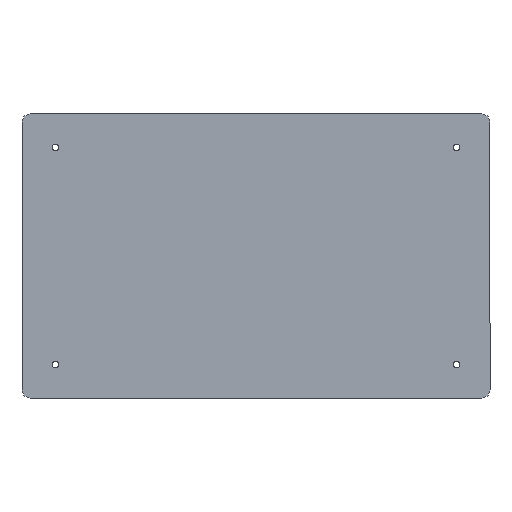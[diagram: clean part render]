
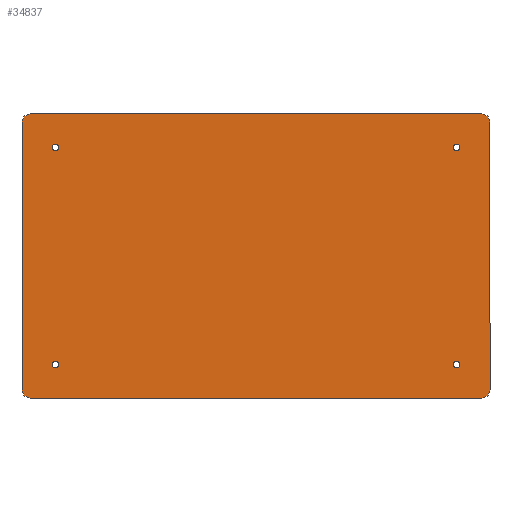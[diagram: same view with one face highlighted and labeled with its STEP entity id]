
A CAD part, front view. The second image highlights one B-rep face of the part: STEP entity #34837.
In plain terms, the highlighted planar face has unit normal (0, -1, 0).
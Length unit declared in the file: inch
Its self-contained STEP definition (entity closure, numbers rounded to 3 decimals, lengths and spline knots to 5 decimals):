
#84 = CARTESIAN_POINT ( 'NONE',  ( -6.5, 0., -11.8015 ) ) ;
#449 = ORIENTED_EDGE ( 'NONE', *, *, #13984, .T. ) ;
#492 = CIRCLE ( 'NONE', #27200, 0.1985 ) ;
#595 = AXIS2_PLACEMENT_3D ( 'NONE', #23863, #45844, #45592 ) ;
#1076 = EDGE_LOOP ( 'NONE', ( #19695, #24830 ) ) ;
#1191 = EDGE_LOOP ( 'NONE', ( #17122, #20142 ) ) ;
#1267 = DIRECTION ( 'NONE',  ( 0., -1., 0. ) ) ;
#1301 = CARTESIAN_POINT ( 'NONE',  ( 6.5, 0., -12. ) ) ;
#1329 = CARTESIAN_POINT ( 'NONE',  ( 8.5, 0., 13.5 ) ) ;
#1622 = ORIENTED_EDGE ( 'NONE', *, *, #10451, .T. ) ;
#2156 = VERTEX_POINT ( 'NONE', #29165 ) ;
#2541 = CARTESIAN_POINT ( 'NONE',  ( 8., 0., 13.5 ) ) ;
#2722 = DIRECTION ( 'NONE',  ( 0., 1., 0. ) ) ;
#3044 = ORIENTED_EDGE ( 'NONE', *, *, #23944, .F. ) ;
#3177 = DIRECTION ( 'NONE',  ( 0., 0., 1. ) ) ;
#3599 = DIRECTION ( 'NONE',  ( 0., 0., 1. ) ) ;
#3731 = FACE_BOUND ( 'NONE', #1191, .T. ) ;
#3840 = LINE ( 'NONE', #14369, #25155 ) ;
#3995 = VERTEX_POINT ( 'NONE', #31557 ) ;
#4007 = EDGE_LOOP ( 'NONE', ( #38952, #449 ) ) ;
#4132 = CIRCLE ( 'NONE', #7977, 0.5 ) ;
#4314 = AXIS2_PLACEMENT_3D ( 'NONE', #38847, #10178, #24027 ) ;
#4447 = AXIS2_PLACEMENT_3D ( 'NONE', #1301, #30449, #5107 ) ;
#5044 = ORIENTED_EDGE ( 'NONE', *, *, #26684, .F. ) ;
#5051 = CIRCLE ( 'NONE', #22577, 0.1985 ) ;
#5107 = DIRECTION ( 'NONE',  ( 0., 0., 1. ) ) ;
#5188 = CIRCLE ( 'NONE', #595, 0.1985 ) ;
#5351 = CIRCLE ( 'NONE', #42744, 0.1985 ) ;
#6160 = VECTOR ( 'NONE', #20437, 39.37008 ) ;
#6372 = EDGE_CURVE ( 'NONE', #19989, #28364, #23521, .T. ) ;
#6617 = PLANE ( 'NONE',  #10793 ) ;
#6868 = FACE_BOUND ( 'NONE', #18678, .T. ) ;
#6926 = CARTESIAN_POINT ( 'NONE',  ( -6.5, 0., 12. ) ) ;
#7977 = AXIS2_PLACEMENT_3D ( 'NONE', #30647, #1267, #15591 ) ;
#8572 = CARTESIAN_POINT ( 'NONE',  ( 8.5, 0., 14. ) ) ;
#8620 = DIRECTION ( 'NONE',  ( 0., 1., 0. ) ) ;
#8734 = EDGE_CURVE ( 'NONE', #37779, #10430, #5188, .T. ) ;
#9256 = LINE ( 'NONE', #12830, #6160 ) ;
#9510 = ORIENTED_EDGE ( 'NONE', *, *, #40490, .T. ) ;
#9573 = CARTESIAN_POINT ( 'NONE',  ( -8., 0., -14. ) ) ;
#10178 = DIRECTION ( 'NONE',  ( 0., -1., 0. ) ) ;
#10430 = VERTEX_POINT ( 'NONE', #19636 ) ;
#10451 = EDGE_CURVE ( 'NONE', #26144, #15187, #4132, .T. ) ;
#10610 = VERTEX_POINT ( 'NONE', #13930 ) ;
#10793 = AXIS2_PLACEMENT_3D ( 'NONE', #43633, #25257, #46756 ) ;
#10851 = VERTEX_POINT ( 'NONE', #9573 ) ;
#11296 = CIRCLE ( 'NONE', #38752, 0.5 ) ;
#11328 = AXIS2_PLACEMENT_3D ( 'NONE', #23729, #31364, #16780 ) ;
#11423 = VERTEX_POINT ( 'NONE', #16248 ) ;
#12675 = DIRECTION ( 'NONE',  ( 0., 0., 1. ) ) ;
#12830 = CARTESIAN_POINT ( 'NONE',  ( -8.5, 0., 14. ) ) ;
#12876 = DIRECTION ( 'NONE',  ( 0., 0., -1. ) ) ;
#13541 = DIRECTION ( 'NONE',  ( 0., 0., -1. ) ) ;
#13804 = FACE_BOUND ( 'NONE', #4007, .T. ) ;
#13930 = CARTESIAN_POINT ( 'NONE',  ( 8., 0., 14. ) ) ;
#13984 = EDGE_CURVE ( 'NONE', #10430, #37779, #492, .T. ) ;
#14369 = CARTESIAN_POINT ( 'NONE',  ( -8.5, 0., 14. ) ) ;
#14679 = VERTEX_POINT ( 'NONE', #1329 ) ;
#15046 = EDGE_LOOP ( 'NONE', ( #5044, #36921, #45861, #17214, #3044, #1622, #32526, #26357 ) ) ;
#15187 = VERTEX_POINT ( 'NONE', #16969 ) ;
#15591 = DIRECTION ( 'NONE',  ( 0., 0., -1. ) ) ;
#16019 = DIRECTION ( 'NONE',  ( -1., 0., 0. ) ) ;
#16239 = CARTESIAN_POINT ( 'NONE',  ( -6.5, 0., -12. ) ) ;
#16248 = CARTESIAN_POINT ( 'NONE',  ( 6.5, 0., 12.1985 ) ) ;
#16593 = VERTEX_POINT ( 'NONE', #32655 ) ;
#16690 = CARTESIAN_POINT ( 'NONE',  ( -8., 0., -13.5 ) ) ;
#16701 = VERTEX_POINT ( 'NONE', #44353 ) ;
#16780 = DIRECTION ( 'NONE',  ( 0., 0., 1. ) ) ;
#16969 = CARTESIAN_POINT ( 'NONE',  ( -8.5, 0., 13.5 ) ) ;
#17122 = ORIENTED_EDGE ( 'NONE', *, *, #46467, .T. ) ;
#17214 = ORIENTED_EDGE ( 'NONE', *, *, #23107, .T. ) ;
#17280 = DIRECTION ( 'NONE',  ( 0., 0., 1. ) ) ;
#18295 = FACE_OUTER_BOUND ( 'NONE', #15046, .T. ) ;
#18678 = EDGE_LOOP ( 'NONE', ( #22169, #9510 ) ) ;
#18806 = CARTESIAN_POINT ( 'NONE',  ( -8., 0., 14. ) ) ;
#19336 = DIRECTION ( 'NONE',  ( 0., 0., 1. ) ) ;
#19636 = CARTESIAN_POINT ( 'NONE',  ( -6.5, 0., -12.1985 ) ) ;
#19695 = ORIENTED_EDGE ( 'NONE', *, *, #25973, .T. ) ;
#19831 = LINE ( 'NONE', #30349, #44956 ) ;
#19989 = VERTEX_POINT ( 'NONE', #42784 ) ;
#20008 = LINE ( 'NONE', #8572, #31645 ) ;
#20142 = ORIENTED_EDGE ( 'NONE', *, *, #25868, .T. ) ;
#20437 = DIRECTION ( 'NONE',  ( 1., 0., 0. ) ) ;
#21177 = FACE_BOUND ( 'NONE', #1076, .T. ) ;
#22169 = ORIENTED_EDGE ( 'NONE', *, *, #6372, .T. ) ;
#22577 = AXIS2_PLACEMENT_3D ( 'NONE', #43534, #35904, #3177 ) ;
#22936 = CARTESIAN_POINT ( 'NONE',  ( 6.5, 0., 12. ) ) ;
#23107 = EDGE_CURVE ( 'NONE', #14679, #10610, #28977, .T. ) ;
#23161 = DIRECTION ( 'NONE',  ( 0., 1., 0. ) ) ;
#23521 = CIRCLE ( 'NONE', #4447, 0.1985 ) ;
#23729 = CARTESIAN_POINT ( 'NONE',  ( 6.5, 0., 12. ) ) ;
#23863 = CARTESIAN_POINT ( 'NONE',  ( -6.5, 0., -12. ) ) ;
#23944 = EDGE_CURVE ( 'NONE', #26144, #10610, #9256, .T. ) ;
#24027 = DIRECTION ( 'NONE',  ( 0., 0., -1. ) ) ;
#24830 = ORIENTED_EDGE ( 'NONE', *, *, #30076, .T. ) ;
#24856 = EDGE_CURVE ( 'NONE', #16701, #15187, #3840, .T. ) ;
#24947 = CIRCLE ( 'NONE', #4314, 0.5 ) ;
#25155 = VECTOR ( 'NONE', #3599, 39.37008 ) ;
#25257 = DIRECTION ( 'NONE',  ( 0., -1., 0. ) ) ;
#25868 = EDGE_CURVE ( 'NONE', #43676, #11423, #25969, .T. ) ;
#25969 = CIRCLE ( 'NONE', #46573, 0.1985 ) ;
#25973 = EDGE_CURVE ( 'NONE', #16593, #39840, #5351, .T. ) ;
#26144 = VERTEX_POINT ( 'NONE', #18806 ) ;
#26357 = ORIENTED_EDGE ( 'NONE', *, *, #37395, .T. ) ;
#26388 = AXIS2_PLACEMENT_3D ( 'NONE', #39054, #2722, #17280 ) ;
#26684 = EDGE_CURVE ( 'NONE', #3995, #10851, #19831, .T. ) ;
#27135 = EDGE_CURVE ( 'NONE', #14679, #2156, #20008, .T. ) ;
#27200 = AXIS2_PLACEMENT_3D ( 'NONE', #16239, #8620, #12675 ) ;
#27696 = DIRECTION ( 'NONE',  ( 0., 0., -1. ) ) ;
#27936 = CARTESIAN_POINT ( 'NONE',  ( -6.5, 0., 11.8015 ) ) ;
#28364 = VERTEX_POINT ( 'NONE', #41701 ) ;
#28977 = CIRCLE ( 'NONE', #32020, 0.5 ) ;
#29165 = CARTESIAN_POINT ( 'NONE',  ( 8.5, 0., -13.5 ) ) ;
#30076 = EDGE_CURVE ( 'NONE', #39840, #16593, #5051, .T. ) ;
#30349 = CARTESIAN_POINT ( 'NONE',  ( -8.5, 0., -14. ) ) ;
#30449 = DIRECTION ( 'NONE',  ( 0., 1., 0. ) ) ;
#30647 = CARTESIAN_POINT ( 'NONE',  ( -8., 0., 13.5 ) ) ;
#31265 = DIRECTION ( 'NONE',  ( 0., -1., 0. ) ) ;
#31364 = DIRECTION ( 'NONE',  ( 0., 1., 0. ) ) ;
#31557 = CARTESIAN_POINT ( 'NONE',  ( 8., 0., -14. ) ) ;
#31645 = VECTOR ( 'NONE', #12876, 39.37008 ) ;
#31681 = DIRECTION ( 'NONE',  ( 0., -1., 0. ) ) ;
#32020 = AXIS2_PLACEMENT_3D ( 'NONE', #2541, #31681, #13541 ) ;
#32526 = ORIENTED_EDGE ( 'NONE', *, *, #24856, .F. ) ;
#32655 = CARTESIAN_POINT ( 'NONE',  ( -6.5, 0., 12.1985 ) ) ;
#34287 = CARTESIAN_POINT ( 'NONE',  ( 6.5, 0., 11.8015 ) ) ;
#34837 = ADVANCED_FACE ( 'NONE', ( #13804, #3731, #6868, #21177, #18295 ), #6617, .T. ) ;
#35904 = DIRECTION ( 'NONE',  ( 0., 1., 0. ) ) ;
#36268 = EDGE_CURVE ( 'NONE', #3995, #2156, #24947, .T. ) ;
#36921 = ORIENTED_EDGE ( 'NONE', *, *, #36268, .T. ) ;
#37040 = CIRCLE ( 'NONE', #26388, 0.1985 ) ;
#37395 = EDGE_CURVE ( 'NONE', #16701, #10851, #11296, .T. ) ;
#37779 = VERTEX_POINT ( 'NONE', #84 ) ;
#38752 = AXIS2_PLACEMENT_3D ( 'NONE', #16690, #31265, #27696 ) ;
#38827 = CIRCLE ( 'NONE', #11328, 0.1985 ) ;
#38847 = CARTESIAN_POINT ( 'NONE',  ( 8., 0., -13.5 ) ) ;
#38952 = ORIENTED_EDGE ( 'NONE', *, *, #8734, .T. ) ;
#39054 = CARTESIAN_POINT ( 'NONE',  ( 6.5, 0., -12. ) ) ;
#39840 = VERTEX_POINT ( 'NONE', #27936 ) ;
#40490 = EDGE_CURVE ( 'NONE', #28364, #19989, #37040, .T. ) ;
#41701 = CARTESIAN_POINT ( 'NONE',  ( 6.5, 0., -12.1985 ) ) ;
#42744 = AXIS2_PLACEMENT_3D ( 'NONE', #6926, #43215, #42756 ) ;
#42756 = DIRECTION ( 'NONE',  ( 0., 0., 1. ) ) ;
#42784 = CARTESIAN_POINT ( 'NONE',  ( 6.5, 0., -11.8015 ) ) ;
#43215 = DIRECTION ( 'NONE',  ( 0., 1., 0. ) ) ;
#43534 = CARTESIAN_POINT ( 'NONE',  ( -6.5, 0., 12. ) ) ;
#43633 = CARTESIAN_POINT ( 'NONE',  ( 0., 0., 0. ) ) ;
#43676 = VERTEX_POINT ( 'NONE', #34287 ) ;
#44353 = CARTESIAN_POINT ( 'NONE',  ( -8.5, 0., -13.5 ) ) ;
#44956 = VECTOR ( 'NONE', #16019, 39.37008 ) ;
#45592 = DIRECTION ( 'NONE',  ( 0., 0., 1. ) ) ;
#45844 = DIRECTION ( 'NONE',  ( 0., 1., 0. ) ) ;
#45861 = ORIENTED_EDGE ( 'NONE', *, *, #27135, .F. ) ;
#46467 = EDGE_CURVE ( 'NONE', #11423, #43676, #38827, .T. ) ;
#46573 = AXIS2_PLACEMENT_3D ( 'NONE', #22936, #23161, #19336 ) ;
#46756 = DIRECTION ( 'NONE',  ( 0., 0., -1. ) ) ;
